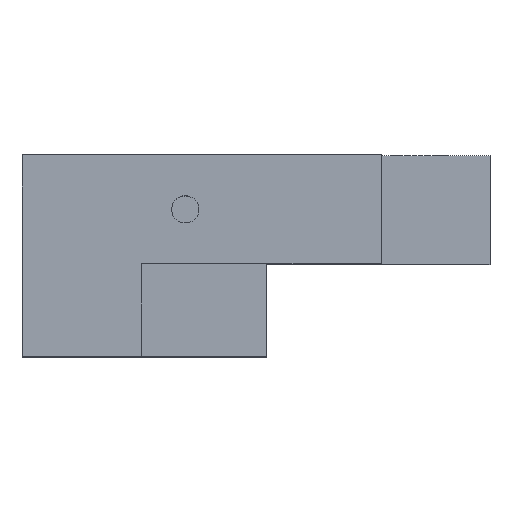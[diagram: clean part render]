
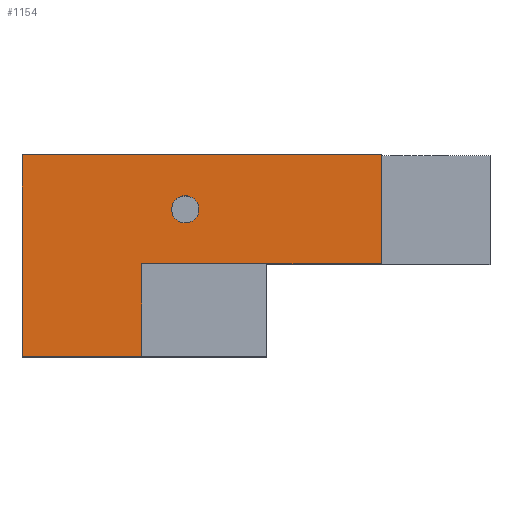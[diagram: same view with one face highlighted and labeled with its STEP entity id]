
A CAD part, top view. The second image highlights one B-rep face of the part: STEP entity #1154.
In plain terms, the highlighted planar face has unit normal (0, 0, 1).
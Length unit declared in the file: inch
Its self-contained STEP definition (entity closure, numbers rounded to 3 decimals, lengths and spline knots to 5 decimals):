
#7 = DIRECTION ( 'NONE',  ( 0., 1., 0. ) ) ;
#8 = VECTOR ( 'NONE', #1426, 39.37008 ) ;
#28 = CARTESIAN_POINT ( 'NONE',  ( -0.51181, 0.33465, 1.5748 ) ) ;
#80 = CARTESIAN_POINT ( 'NONE',  ( -1.69291, -0.72835, 1.5748 ) ) ;
#83 = EDGE_CURVE ( 'NONE', #174, #1323, #1014, .T. ) ;
#104 = ORIENTED_EDGE ( 'NONE', *, *, #407, .T. ) ;
#115 = VECTOR ( 'NONE', #7, 39.37008 ) ;
#168 = VERTEX_POINT ( 'NONE', #80 ) ;
#174 = VERTEX_POINT ( 'NONE', #1559 ) ;
#182 = VERTEX_POINT ( 'NONE', #1313 ) ;
#234 = ORIENTED_EDGE ( 'NONE', *, *, #1308, .T. ) ;
#271 = VERTEX_POINT ( 'NONE', #1506 ) ;
#314 = EDGE_CURVE ( 'NONE', #782, #271, #1537, .T. ) ;
#335 = AXIS2_PLACEMENT_3D ( 'NONE', #1041, #661, #404 ) ;
#369 = EDGE_CURVE ( 'NONE', #271, #782, #568, .T. ) ;
#399 = DIRECTION ( 'NONE',  ( 0., -1., 0. ) ) ;
#400 = FACE_BOUND ( 'NONE', #582, .T. ) ;
#404 = DIRECTION ( 'NONE',  ( 0., -1., 0. ) ) ;
#407 = EDGE_CURVE ( 'NONE', #182, #1498, #708, .T. ) ;
#409 = ORIENTED_EDGE ( 'NONE', *, *, #314, .T. ) ;
#421 = CARTESIAN_POINT ( 'NONE',  ( -1.69291, 0.72835, 1.5748 ) ) ;
#483 = ORIENTED_EDGE ( 'NONE', *, *, #369, .T. ) ;
#494 = AXIS2_PLACEMENT_3D ( 'NONE', #28, #1278, #399 ) ;
#554 = LINE ( 'NONE', #1048, #8 ) ;
#558 = ORIENTED_EDGE ( 'NONE', *, *, #1389, .T. ) ;
#568 = CIRCLE ( 'NONE', #494, 0.09843 ) ;
#577 = ORIENTED_EDGE ( 'NONE', *, *, #83, .T. ) ;
#580 = DIRECTION ( 'NONE',  ( -1., 0., 0. ) ) ;
#582 = EDGE_LOOP ( 'NONE', ( #483, #409 ) ) ;
#661 = DIRECTION ( 'NONE',  ( 0., 0., -1. ) ) ;
#686 = DIRECTION ( 'NONE',  ( 0., -1., 0. ) ) ;
#702 = LINE ( 'NONE', #816, #722 ) ;
#708 = LINE ( 'NONE', #815, #1247 ) ;
#722 = VECTOR ( 'NONE', #686, 39.37008 ) ;
#782 = VERTEX_POINT ( 'NONE', #1325 ) ;
#815 = CARTESIAN_POINT ( 'NONE',  ( -0.82677, 0.72835, 1.5748 ) ) ;
#816 = CARTESIAN_POINT ( 'NONE',  ( -1.69291, 0.72835, 1.5748 ) ) ;
#824 = LINE ( 'NONE', #836, #1424 ) ;
#836 = CARTESIAN_POINT ( 'NONE',  ( -0.3937, 0.72835, 1.5748 ) ) ;
#879 = EDGE_LOOP ( 'NONE', ( #1603, #577, #234, #558, #1330, #104 ) ) ;
#882 = VERTEX_POINT ( 'NONE', #421 ) ;
#914 = CARTESIAN_POINT ( 'NONE',  ( -0.3937, -0.72835, 1.5748 ) ) ;
#925 = CARTESIAN_POINT ( 'NONE',  ( 0.90551, 0.72835, 1.5748 ) ) ;
#949 = DIRECTION ( 'NONE',  ( 0., 1., 0. ) ) ;
#1014 = LINE ( 'NONE', #1028, #115 ) ;
#1028 = CARTESIAN_POINT ( 'NONE',  ( 0.90551, 0.72835, 1.5748 ) ) ;
#1041 = CARTESIAN_POINT ( 'NONE',  ( -0.51181, 0.33465, 1.5748 ) ) ;
#1048 = CARTESIAN_POINT ( 'NONE',  ( -0.3937, -0.05906, 1.5748 ) ) ;
#1126 = CARTESIAN_POINT ( 'NONE',  ( -0.82677, -0.05906, 1.5748 ) ) ;
#1154 = ADVANCED_FACE ( 'NONE', ( #1294, #400 ), #1158, .T. ) ;
#1158 = PLANE ( 'NONE',  #1196 ) ;
#1165 = DIRECTION ( 'NONE',  ( 0., -1., 0. ) ) ;
#1196 = AXIS2_PLACEMENT_3D ( 'NONE', #1524, #1264, #1165 ) ;
#1203 = EDGE_CURVE ( 'NONE', #168, #182, #1279, .T. ) ;
#1247 = VECTOR ( 'NONE', #949, 39.37008 ) ;
#1264 = DIRECTION ( 'NONE',  ( 0., 0., 1. ) ) ;
#1278 = DIRECTION ( 'NONE',  ( 0., 0., -1. ) ) ;
#1279 = LINE ( 'NONE', #914, #1319 ) ;
#1281 = EDGE_CURVE ( 'NONE', #1498, #174, #554, .T. ) ;
#1294 = FACE_OUTER_BOUND ( 'NONE', #879, .T. ) ;
#1308 = EDGE_CURVE ( 'NONE', #1323, #882, #824, .T. ) ;
#1313 = CARTESIAN_POINT ( 'NONE',  ( -0.82677, -0.72835, 1.5748 ) ) ;
#1319 = VECTOR ( 'NONE', #1557, 39.37008 ) ;
#1323 = VERTEX_POINT ( 'NONE', #925 ) ;
#1325 = CARTESIAN_POINT ( 'NONE',  ( -0.51181, 0.43307, 1.5748 ) ) ;
#1330 = ORIENTED_EDGE ( 'NONE', *, *, #1203, .T. ) ;
#1389 = EDGE_CURVE ( 'NONE', #882, #168, #702, .T. ) ;
#1424 = VECTOR ( 'NONE', #580, 39.37008 ) ;
#1426 = DIRECTION ( 'NONE',  ( 1., 0., 0. ) ) ;
#1498 = VERTEX_POINT ( 'NONE', #1126 ) ;
#1506 = CARTESIAN_POINT ( 'NONE',  ( -0.51181, 0.23622, 1.5748 ) ) ;
#1524 = CARTESIAN_POINT ( 'NONE',  ( -0.3937, 0.72835, 1.5748 ) ) ;
#1537 = CIRCLE ( 'NONE', #335, 0.09843 ) ;
#1557 = DIRECTION ( 'NONE',  ( 1., 0., 0. ) ) ;
#1559 = CARTESIAN_POINT ( 'NONE',  ( 0.90551, -0.05906, 1.5748 ) ) ;
#1603 = ORIENTED_EDGE ( 'NONE', *, *, #1281, .T. ) ;
